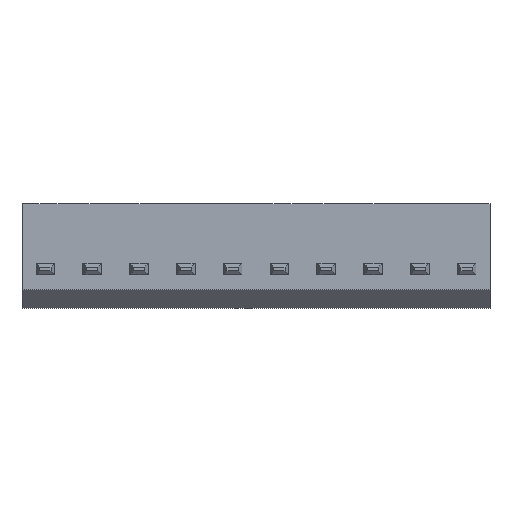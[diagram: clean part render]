
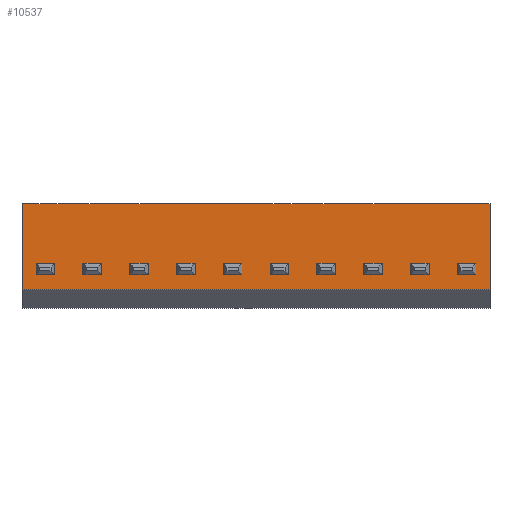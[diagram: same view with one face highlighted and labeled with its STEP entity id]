
A CAD part, top view. The second image highlights one B-rep face of the part: STEP entity #10537.
In plain terms, the highlighted planar face has unit normal (0, 0, 1).
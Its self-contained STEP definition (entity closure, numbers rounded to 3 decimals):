
#10537 = ADVANCED_FACE('',(#10538),#10552,.T.);
#10538 = FACE_BOUND('',#10539,.T.);
#10539 = EDGE_LOOP('',(#10540,#10575,#10603,#10631));
#10540 = ORIENTED_EDGE('',*,*,#10541,.T.);
#10541 = EDGE_CURVE('',#10542,#10544,#10546,.T.);
#10542 = VERTEX_POINT('',#10543);
#10543 = CARTESIAN_POINT('',(-1.25,-1.1,3.2));
#10544 = VERTEX_POINT('',#10545);
#10545 = CARTESIAN_POINT('',(23.75,-1.1,3.2));
#10546 = SURFACE_CURVE('',#10547,(#10551,#10563),.PCURVE_S1.);
#10547 = LINE('',#10548,#10549);
#10548 = CARTESIAN_POINT('',(-1.25,-1.1,3.2));
#10549 = VECTOR('',#10550,1.);
#10550 = DIRECTION('',(1.,0.,0.));
#10551 = PCURVE('',#10552,#10557);
#10552 = PLANE('',#10553);
#10553 = AXIS2_PLACEMENT_3D('',#10554,#10555,#10556);
#10554 = CARTESIAN_POINT('',(-1.25,-1.1,3.2));
#10555 = DIRECTION('',(0.,0.,1.));
#10556 = DIRECTION('',(0.,1.,0.));
#10557 = DEFINITIONAL_REPRESENTATION('',(#10558),#10562);
#10558 = LINE('',#10559,#10560);
#10559 = CARTESIAN_POINT('',(0.,0.));
#10560 = VECTOR('',#10561,1.);
#10561 = DIRECTION('',(0.,-1.));
#10562 = ( GEOMETRIC_REPRESENTATION_CONTEXT(2) 
PARAMETRIC_REPRESENTATION_CONTEXT() REPRESENTATION_CONTEXT('2D SPACE',''
  ) );
#10563 = PCURVE('',#10564,#10569);
#10564 = PLANE('',#10565);
#10565 = AXIS2_PLACEMENT_3D('',#10566,#10567,#10568);
#10566 = CARTESIAN_POINT('',(-1.25,-1.1,3.2));
#10567 = DIRECTION('',(0.,0.707,-0.707));
#10568 = DIRECTION('',(0.,-0.707,-0.707));
#10569 = DEFINITIONAL_REPRESENTATION('',(#10570),#10574);
#10570 = LINE('',#10571,#10572);
#10571 = CARTESIAN_POINT('',(0.,0.));
#10572 = VECTOR('',#10573,1.);
#10573 = DIRECTION('',(0.,-1.));
#10574 = ( GEOMETRIC_REPRESENTATION_CONTEXT(2) 
PARAMETRIC_REPRESENTATION_CONTEXT() REPRESENTATION_CONTEXT('2D SPACE',''
  ) );
#10575 = ORIENTED_EDGE('',*,*,#10576,.T.);
#10576 = EDGE_CURVE('',#10544,#10577,#10579,.T.);
#10577 = VERTEX_POINT('',#10578);
#10578 = CARTESIAN_POINT('',(23.75,3.5,3.2));
#10579 = SURFACE_CURVE('',#10580,(#10584,#10591),.PCURVE_S1.);
#10580 = LINE('',#10581,#10582);
#10581 = CARTESIAN_POINT('',(23.75,-1.1,3.2));
#10582 = VECTOR('',#10583,1.);
#10583 = DIRECTION('',(0.,1.,0.));
#10584 = PCURVE('',#10552,#10585);
#10585 = DEFINITIONAL_REPRESENTATION('',(#10586),#10590);
#10586 = LINE('',#10587,#10588);
#10587 = CARTESIAN_POINT('',(0.,-25.));
#10588 = VECTOR('',#10589,1.);
#10589 = DIRECTION('',(1.,0.));
#10590 = ( GEOMETRIC_REPRESENTATION_CONTEXT(2) 
PARAMETRIC_REPRESENTATION_CONTEXT() REPRESENTATION_CONTEXT('2D SPACE',''
  ) );
#10591 = PCURVE('',#10592,#10597);
#10592 = PLANE('',#10593);
#10593 = AXIS2_PLACEMENT_3D('',#10594,#10595,#10596);
#10594 = CARTESIAN_POINT('',(23.75,0.951,1.622));
#10595 = DIRECTION('',(1.,0.,0.));
#10596 = DIRECTION('',(0.,0.,1.));
#10597 = DEFINITIONAL_REPRESENTATION('',(#10598),#10602);
#10598 = LINE('',#10599,#10600);
#10599 = CARTESIAN_POINT('',(1.578,2.051));
#10600 = VECTOR('',#10601,1.);
#10601 = DIRECTION('',(0.,-1.));
#10602 = ( GEOMETRIC_REPRESENTATION_CONTEXT(2) 
PARAMETRIC_REPRESENTATION_CONTEXT() REPRESENTATION_CONTEXT('2D SPACE',''
  ) );
#10603 = ORIENTED_EDGE('',*,*,#10604,.F.);
#10604 = EDGE_CURVE('',#10605,#10577,#10607,.T.);
#10605 = VERTEX_POINT('',#10606);
#10606 = CARTESIAN_POINT('',(-1.25,3.5,3.2));
#10607 = SURFACE_CURVE('',#10608,(#10612,#10619),.PCURVE_S1.);
#10608 = LINE('',#10609,#10610);
#10609 = CARTESIAN_POINT('',(-1.25,3.5,3.2));
#10610 = VECTOR('',#10611,1.);
#10611 = DIRECTION('',(1.,0.,0.));
#10612 = PCURVE('',#10552,#10613);
#10613 = DEFINITIONAL_REPRESENTATION('',(#10614),#10618);
#10614 = LINE('',#10615,#10616);
#10615 = CARTESIAN_POINT('',(4.6,0.));
#10616 = VECTOR('',#10617,1.);
#10617 = DIRECTION('',(0.,-1.));
#10618 = ( GEOMETRIC_REPRESENTATION_CONTEXT(2) 
PARAMETRIC_REPRESENTATION_CONTEXT() REPRESENTATION_CONTEXT('2D SPACE',''
  ) );
#10619 = PCURVE('',#10620,#10625);
#10620 = PLANE('',#10621);
#10621 = AXIS2_PLACEMENT_3D('',#10622,#10623,#10624);
#10622 = CARTESIAN_POINT('',(-1.25,3.5,3.2));
#10623 = DIRECTION('',(0.,1.,0.));
#10624 = DIRECTION('',(0.,0.,-1.));
#10625 = DEFINITIONAL_REPRESENTATION('',(#10626),#10630);
#10626 = LINE('',#10627,#10628);
#10627 = CARTESIAN_POINT('',(0.,0.));
#10628 = VECTOR('',#10629,1.);
#10629 = DIRECTION('',(0.,-1.));
#10630 = ( GEOMETRIC_REPRESENTATION_CONTEXT(2) 
PARAMETRIC_REPRESENTATION_CONTEXT() REPRESENTATION_CONTEXT('2D SPACE',''
  ) );
#10631 = ORIENTED_EDGE('',*,*,#10632,.F.);
#10632 = EDGE_CURVE('',#10542,#10605,#10633,.T.);
#10633 = SURFACE_CURVE('',#10634,(#10638,#10645),.PCURVE_S1.);
#10634 = LINE('',#10635,#10636);
#10635 = CARTESIAN_POINT('',(-1.25,-1.1,3.2));
#10636 = VECTOR('',#10637,1.);
#10637 = DIRECTION('',(0.,1.,0.));
#10638 = PCURVE('',#10552,#10639);
#10639 = DEFINITIONAL_REPRESENTATION('',(#10640),#10644);
#10640 = LINE('',#10641,#10642);
#10641 = CARTESIAN_POINT('',(0.,0.));
#10642 = VECTOR('',#10643,1.);
#10643 = DIRECTION('',(1.,0.));
#10644 = ( GEOMETRIC_REPRESENTATION_CONTEXT(2) 
PARAMETRIC_REPRESENTATION_CONTEXT() REPRESENTATION_CONTEXT('2D SPACE',''
  ) );
#10645 = PCURVE('',#10646,#10651);
#10646 = PLANE('',#10647);
#10647 = AXIS2_PLACEMENT_3D('',#10648,#10649,#10650);
#10648 = CARTESIAN_POINT('',(-1.25,0.951,1.622));
#10649 = DIRECTION('',(1.,0.,0.));
#10650 = DIRECTION('',(0.,0.,1.));
#10651 = DEFINITIONAL_REPRESENTATION('',(#10652),#10656);
#10652 = LINE('',#10653,#10654);
#10653 = CARTESIAN_POINT('',(1.578,2.051));
#10654 = VECTOR('',#10655,1.);
#10655 = DIRECTION('',(0.,-1.));
#10656 = ( GEOMETRIC_REPRESENTATION_CONTEXT(2) 
PARAMETRIC_REPRESENTATION_CONTEXT() REPRESENTATION_CONTEXT('2D SPACE',''
  ) );
